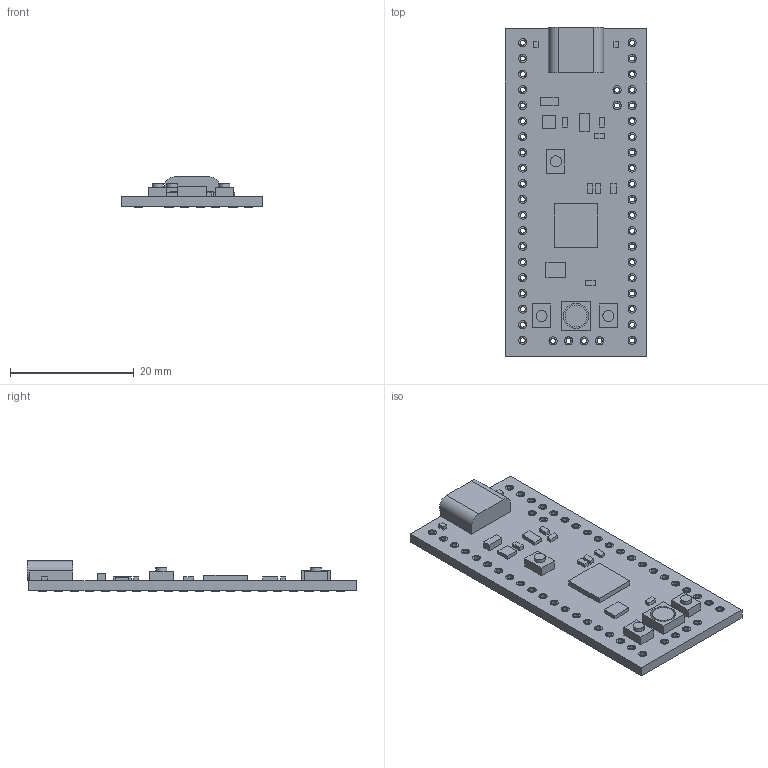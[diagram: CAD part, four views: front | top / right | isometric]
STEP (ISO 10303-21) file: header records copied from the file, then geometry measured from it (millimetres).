
FILE_DESCRIPTION(/* description */ ('HOOPS Exchange Step','CAx-IF Rec.Pracs.---Representation and Presentation of Product Manufacturing Information (PMI)---4.0---2014-10-13'),/* implementation_level */ '2;1');
FILE_NAME(/* name */ 'PICO Black.step',/* time_stamp */ '2025-04-09T19:26:30+03:00',/* author */ (''),/* organization */ (''),/* preprocessor_version */ 'ST-DEVELOPER v20',/* originating_system */ 'Autodesk Translation Framework v13.20.0.188',/* authorisation */ '');
FILE_SCHEMA (('AP242_MANAGED_MODEL_BASED_3D_ENGINEERING_MIM_LF { 1 0 10303 442 1 1 4 }'));
Length unit declared in the file: millimetre
Products named in the file (1): root
Bounding box: 22.94 x 53.34 x 4.88 mm (x, y, z)
Volume: 2154.2 mm3; surface area: 3315.3 mm2
Topology: 1 solids, 4 shells, 470 faces, 1000 edges, 666 vertices
Faces by surface type: plane 285, cylinder 147, bspline 38
Full cylindrical faces by diameter (mm): 0.813 x46, 1.321 x92, 1.778 x3, 3.534 x1, 4.064 x1
Entity records: 14408 total; most frequent: CARTESIAN_POINT 3606, DIRECTION 2094, ORIENTED_EDGE 2000, EDGE_CURVE 1000, AXIS2_PLACEMENT_3D 733, EDGE_LOOP 694, VERTEX_POINT 666, LINE 628
